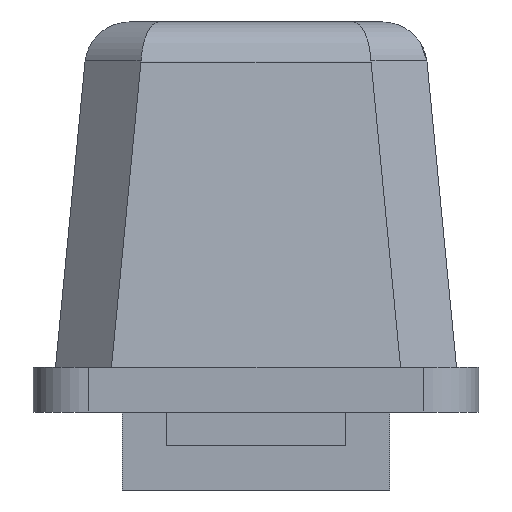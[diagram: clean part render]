
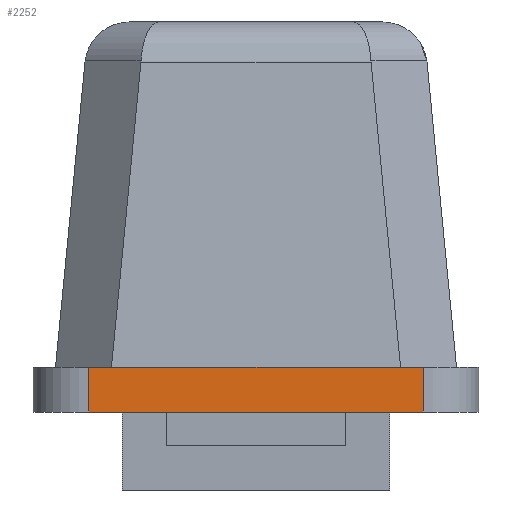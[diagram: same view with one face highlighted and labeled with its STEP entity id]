
A CAD part, front view. The second image highlights one B-rep face of the part: STEP entity #2252.
In plain terms, the highlighted planar face has unit normal (0, -1, 0).
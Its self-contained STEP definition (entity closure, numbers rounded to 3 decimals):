
#98 = PLANE('',#99);
#99 = AXIS2_PLACEMENT_3D('',#100,#101,#102);
#100 = CARTESIAN_POINT('',(0.,-3.,1.1));
#101 = DIRECTION('',(0.,0.,1.));
#102 = DIRECTION('',(1.,0.,0.));
#795 = VERTEX_POINT('',#796);
#796 = CARTESIAN_POINT('',(-1.5,-5.,1.1));
#811 = CYLINDRICAL_SURFACE('',#812,0.5);
#812 = AXIS2_PLACEMENT_3D('',#813,#814,#815);
#813 = CARTESIAN_POINT('',(-1.5,-4.5,0.7));
#814 = DIRECTION('',(0.,0.,1.));
#815 = DIRECTION('',(-1.,0.,0.));
#822 = EDGE_CURVE('',#795,#823,#825,.T.);
#823 = VERTEX_POINT('',#824);
#824 = CARTESIAN_POINT('',(1.5,-5.,1.1));
#825 = SURFACE_CURVE('',#826,(#830,#837),.PCURVE_S1.);
#826 = LINE('',#827,#828);
#827 = CARTESIAN_POINT('',(-2.,-5.,1.1));
#828 = VECTOR('',#829,1.);
#829 = DIRECTION('',(1.,0.,0.));
#830 = PCURVE('',#98,#831);
#831 = DEFINITIONAL_REPRESENTATION('',(#832),#836);
#832 = LINE('',#833,#834);
#833 = CARTESIAN_POINT('',(-2.,-2.));
#834 = VECTOR('',#835,1.);
#835 = DIRECTION('',(1.,0.));
#836 = ( GEOMETRIC_REPRESENTATION_CONTEXT(2) 
PARAMETRIC_REPRESENTATION_CONTEXT() REPRESENTATION_CONTEXT('2D SPACE',''
  ) );
#837 = PCURVE('',#838,#843);
#838 = PLANE('',#839);
#839 = AXIS2_PLACEMENT_3D('',#840,#841,#842);
#840 = CARTESIAN_POINT('',(-2.,-5.,0.7));
#841 = DIRECTION('',(0.,1.,0.));
#842 = DIRECTION('',(1.,0.,0.));
#843 = DEFINITIONAL_REPRESENTATION('',(#844),#848);
#844 = LINE('',#845,#846);
#845 = CARTESIAN_POINT('',(0.,-0.4));
#846 = VECTOR('',#847,1.);
#847 = DIRECTION('',(1.,0.));
#848 = ( GEOMETRIC_REPRESENTATION_CONTEXT(2) 
PARAMETRIC_REPRESENTATION_CONTEXT() REPRESENTATION_CONTEXT('2D SPACE',''
  ) );
#871 = CYLINDRICAL_SURFACE('',#872,0.5);
#872 = AXIS2_PLACEMENT_3D('',#873,#874,#875);
#873 = CARTESIAN_POINT('',(1.5,-4.5,0.7));
#874 = DIRECTION('',(0.,0.,1.));
#875 = DIRECTION('',(1.,0.,0.));
#1949 = PLANE('',#1950);
#1950 = AXIS2_PLACEMENT_3D('',#1951,#1952,#1953);
#1951 = CARTESIAN_POINT('',(0.,-3.,0.7));
#1952 = DIRECTION('',(0.,0.,1.));
#1953 = DIRECTION('',(1.,0.,0.));
#2054 = VERTEX_POINT('',#2055);
#2055 = CARTESIAN_POINT('',(-1.5,-5.,0.7));
#2076 = EDGE_CURVE('',#2054,#795,#2077,.T.);
#2077 = SURFACE_CURVE('',#2078,(#2082,#2088),.PCURVE_S1.);
#2078 = LINE('',#2079,#2080);
#2079 = CARTESIAN_POINT('',(-1.5,-5.,0.7));
#2080 = VECTOR('',#2081,1.);
#2081 = DIRECTION('',(0.,0.,1.));
#2082 = PCURVE('',#811,#2083);
#2083 = DEFINITIONAL_REPRESENTATION('',(#2084),#2087);
#2084 = B_SPLINE_CURVE_WITH_KNOTS('',1,(#2085,#2086),.UNSPECIFIED.,.F.,
  .F.,(2,2),(0.,0.4),.PIECEWISE_BEZIER_KNOTS.);
#2085 = CARTESIAN_POINT('',(1.571,0.));
#2086 = CARTESIAN_POINT('',(1.571,0.4));
#2087 = ( GEOMETRIC_REPRESENTATION_CONTEXT(2) 
PARAMETRIC_REPRESENTATION_CONTEXT() REPRESENTATION_CONTEXT('2D SPACE',''
  ) );
#2088 = PCURVE('',#838,#2089);
#2089 = DEFINITIONAL_REPRESENTATION('',(#2090),#2094);
#2090 = LINE('',#2091,#2092);
#2091 = CARTESIAN_POINT('',(0.5,0.));
#2092 = VECTOR('',#2093,1.);
#2093 = DIRECTION('',(0.,-1.));
#2094 = ( GEOMETRIC_REPRESENTATION_CONTEXT(2) 
PARAMETRIC_REPRESENTATION_CONTEXT() REPRESENTATION_CONTEXT('2D SPACE',''
  ) );
#2252 = ADVANCED_FACE('',(#2253),#838,.F.);
#2253 = FACE_BOUND('',#2254,.F.);
#2254 = EDGE_LOOP('',(#2255,#2278,#2279,#2280));
#2255 = ORIENTED_EDGE('',*,*,#2256,.F.);
#2256 = EDGE_CURVE('',#2054,#2257,#2259,.T.);
#2257 = VERTEX_POINT('',#2258);
#2258 = CARTESIAN_POINT('',(1.5,-5.,0.7));
#2259 = SURFACE_CURVE('',#2260,(#2264,#2271),.PCURVE_S1.);
#2260 = LINE('',#2261,#2262);
#2261 = CARTESIAN_POINT('',(-2.,-5.,0.7));
#2262 = VECTOR('',#2263,1.);
#2263 = DIRECTION('',(1.,0.,0.));
#2264 = PCURVE('',#838,#2265);
#2265 = DEFINITIONAL_REPRESENTATION('',(#2266),#2270);
#2266 = LINE('',#2267,#2268);
#2267 = CARTESIAN_POINT('',(0.,0.));
#2268 = VECTOR('',#2269,1.);
#2269 = DIRECTION('',(1.,0.));
#2270 = ( GEOMETRIC_REPRESENTATION_CONTEXT(2) 
PARAMETRIC_REPRESENTATION_CONTEXT() REPRESENTATION_CONTEXT('2D SPACE',''
  ) );
#2271 = PCURVE('',#1949,#2272);
#2272 = DEFINITIONAL_REPRESENTATION('',(#2273),#2277);
#2273 = LINE('',#2274,#2275);
#2274 = CARTESIAN_POINT('',(-2.,-2.));
#2275 = VECTOR('',#2276,1.);
#2276 = DIRECTION('',(1.,0.));
#2277 = ( GEOMETRIC_REPRESENTATION_CONTEXT(2) 
PARAMETRIC_REPRESENTATION_CONTEXT() REPRESENTATION_CONTEXT('2D SPACE',''
  ) );
#2278 = ORIENTED_EDGE('',*,*,#2076,.T.);
#2279 = ORIENTED_EDGE('',*,*,#822,.T.);
#2280 = ORIENTED_EDGE('',*,*,#2281,.F.);
#2281 = EDGE_CURVE('',#2257,#823,#2282,.T.);
#2282 = SURFACE_CURVE('',#2283,(#2287,#2294),.PCURVE_S1.);
#2283 = LINE('',#2284,#2285);
#2284 = CARTESIAN_POINT('',(1.5,-5.,0.7));
#2285 = VECTOR('',#2286,1.);
#2286 = DIRECTION('',(0.,0.,1.));
#2287 = PCURVE('',#838,#2288);
#2288 = DEFINITIONAL_REPRESENTATION('',(#2289),#2293);
#2289 = LINE('',#2290,#2291);
#2290 = CARTESIAN_POINT('',(3.5,0.));
#2291 = VECTOR('',#2292,1.);
#2292 = DIRECTION('',(0.,-1.));
#2293 = ( GEOMETRIC_REPRESENTATION_CONTEXT(2) 
PARAMETRIC_REPRESENTATION_CONTEXT() REPRESENTATION_CONTEXT('2D SPACE',''
  ) );
#2294 = PCURVE('',#871,#2295);
#2295 = DEFINITIONAL_REPRESENTATION('',(#2296),#2299);
#2296 = B_SPLINE_CURVE_WITH_KNOTS('',1,(#2297,#2298),.UNSPECIFIED.,.F.,
  .F.,(2,2),(0.,0.4),.PIECEWISE_BEZIER_KNOTS.);
#2297 = CARTESIAN_POINT('',(-1.571,0.));
#2298 = CARTESIAN_POINT('',(-1.571,0.4));
#2299 = ( GEOMETRIC_REPRESENTATION_CONTEXT(2) 
PARAMETRIC_REPRESENTATION_CONTEXT() REPRESENTATION_CONTEXT('2D SPACE',''
  ) );
